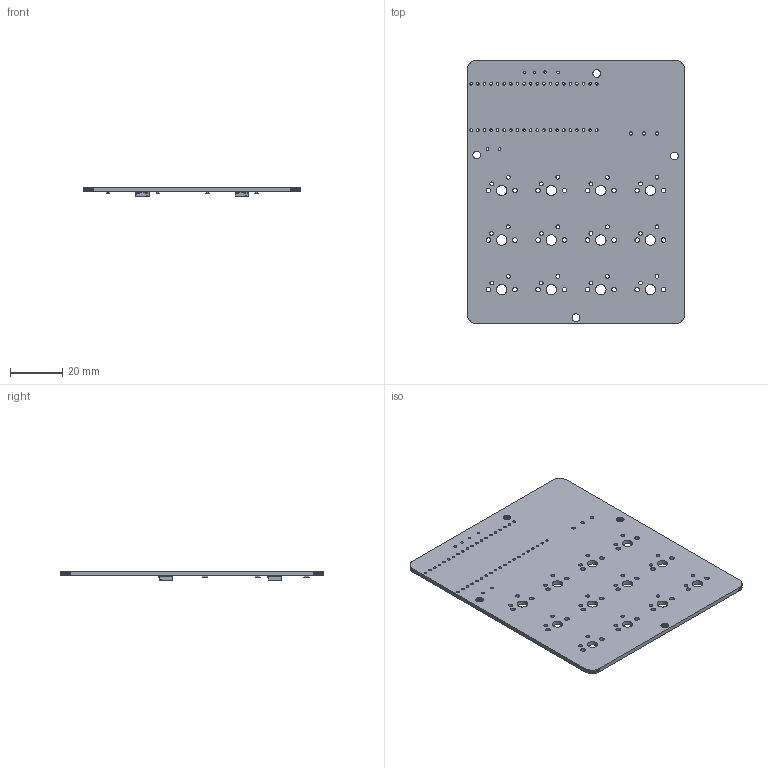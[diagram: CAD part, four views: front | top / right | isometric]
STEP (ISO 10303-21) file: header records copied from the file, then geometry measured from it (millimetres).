
FILE_DESCRIPTION(('KiCad electronic assembly'),'2;1');
FILE_NAME('macropad.step','2023-03-05T17:09:31',('Pcbnew'),('Kicad'), 'Open CASCADE STEP processor 7.6','KiCad to STEP converter','Unknown' );
FILE_SCHEMA(('AUTOMOTIVE_DESIGN { 1 0 10303 214 1 1 1 1 }'));
Length unit declared in the file: millimetre
Products named in the file (6): macropad 1; D_0805_2012Metric; SOLID; LED_Inolux_IN-PI554FCH_PLCC4_5.0x5.0mm_P3.2mm; PCB
Assembly tree (19 placements, depth 3):
  macropad 1
    D_0805_2012Metric  x12
      SOLID
    LED_Inolux_IN-PI554FCH_PLCC4_5.0x5.0mm_P3.2mm  x4
      SOLID
    PCB
Bounding box: 83.69 x 101.42 x 3.33 mm (x, y, z)
Volume: 13052.8 mm3; surface area: 18301.2 mm2
Topology: 17 solids, 17 shells, 1071 faces, 3087 edges, 2050 vertices
Faces by surface type: plane 702, cylinder 365, cone 4
Full cylindrical faces by diameter (mm): 1 x46, 1.3 x3, 1.47 x24, 1.75 x24, 3.333 x4, 3.988 x12
Entity records: 34230 total; most frequent: CARTESIAN_POINT 7346, DIRECTION 4805, LINE 3304, VECTOR 3304, ORIENTED_EDGE 2592, PCURVE 2592, DEFINITIONAL_REPRESENTATION 2592, EDGE_CURVE 1296
